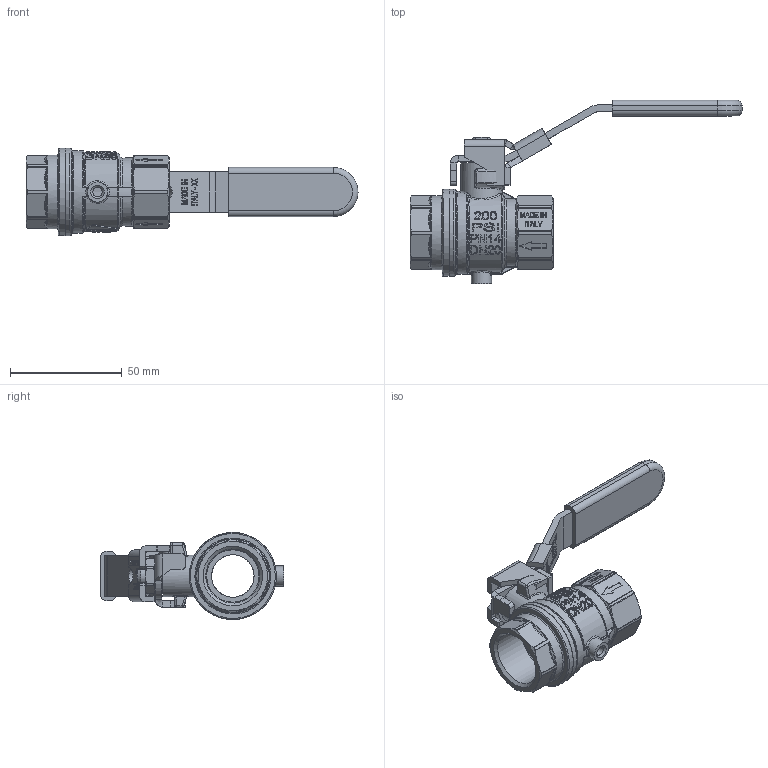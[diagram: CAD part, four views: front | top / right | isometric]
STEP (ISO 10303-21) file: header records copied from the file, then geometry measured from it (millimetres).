
FILE_DESCRIPTION(/* description */ (''),/* implementation_level */ '2;1');
FILE_NAME(/* name */ 'S93E00.stp',/* time_stamp */ '2020-07-21T09:26:35+02:00',/* author */ ('collas'),/* organization */ (''),/* preprocessor_version */ 'ST-DEVELOPER v17.2',/* originating_system */ 'Autodesk Inventor 2019',/* authorisation */ '');
FILE_SCHEMA (('AUTOMOTIVE_DESIGN { 1 0 10303 214 3 1 1 }'));
Products named in the file (11): S93E00; AV93E00; M93E00; O85E01; pa6g06; PBFA06; PBFI06; PBFI06_INSERTO; OBLF06; RIC_MED_BLO_AZZ_NEUTRA; PDNF6S
Assembly tree (10 placements, depth 4):
  S93E00
    AV93E00
      M93E00
      O85E01
      pa6g06
    PBFA06
      PBFI06
        PBFI06_INSERTO
        OBLF06
      RIC_MED_BLO_AZZ_NEUTRA
    PDNF6S
Bounding box: 148.56 x 82.04 x 39 mm (x, y, z)
Volume: 60196.9 mm3; surface area: 33912.6 mm2
Topology: 7 solids, 7 shells, 1799 faces, 4706 edges, 3027 vertices
Faces by surface type: plane 897, bspline 561, cylinder 221, cone 60, torus 47, sphere 13
Full cylindrical faces by diameter (mm): 4.2 x1, 7.5 x1, 7.75 x1, 9 x1, 10.95 x1, 18.5 x1, 19 x2, 24.1 x1, 24.2 x1, 33 x2, 37 x1, 39 x2
Entity records: 68863 total; most frequent: CARTESIAN_POINT 27556, ORIENTED_EDGE 9364, DIRECTION 6907, EDGE_CURVE 4682, VERTEX_POINT 3027, LINE 2699, VECTOR 2699, AXIS2_PLACEMENT_3D 2104
